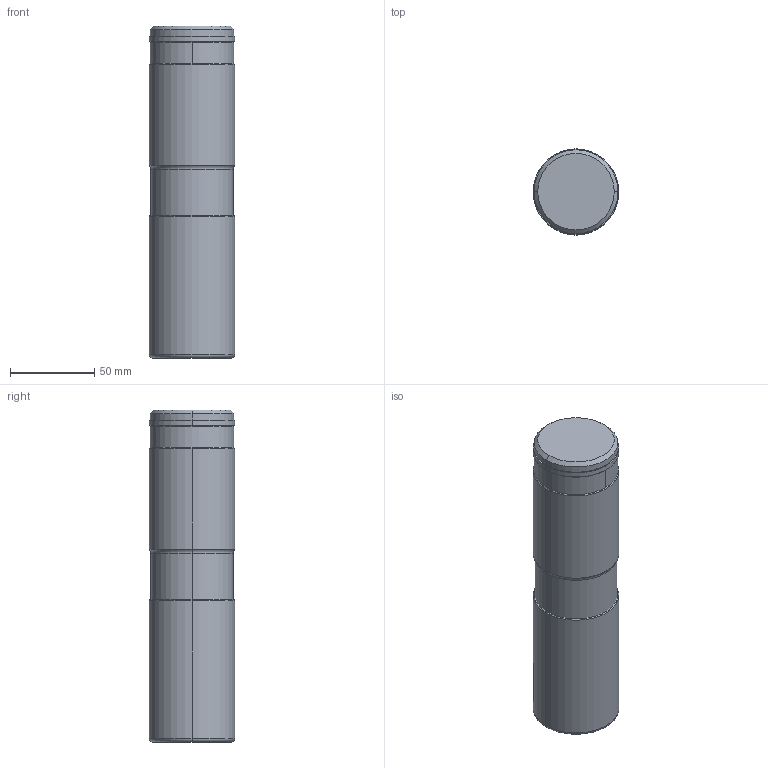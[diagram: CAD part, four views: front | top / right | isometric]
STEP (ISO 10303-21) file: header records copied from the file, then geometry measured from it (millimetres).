
FILE_DESCRIPTION(/* description */ (''),/* implementation_level */ '2;1');
FILE_NAME(/* name */ 'APX4KUR3218WA32M53A_IR0_079.stp',/* time_stamp */ '2025-07-03T15:23:38+09:00',/* author */ (''),/* organization */ (''),/* preprocessor_version */ 'ST-DEVELOPER v18.101',/* originating_system */ 'SIEMENS PLM Software NX 2011',/* authorisation */ '');
FILE_SCHEMA (('AUTOMOTIVE_DESIGN { 1 0 10303 214 3 1 1 1 }'));
Length unit declared in the file: millimetre
Products named in the file (1): APX4KUR3218WA32M53A_IR0_079_ASM
Bounding box: 50.8 x 50.8 x 196.85 mm (x, y, z)
Volume: 477973.8 mm3; surface area: 57870.4 mm2
Topology: 2 solids, 2 shells, 51 faces, 115 edges, 81 vertices
Faces by surface type: cone 16, torus 14, cylinder 14, plane 5, bspline 2
Entity records: 1601 total; most frequent: DIRECTION 307, CARTESIAN_POINT 295, ORIENTED_EDGE 208, AXIS2_PLACEMENT_3D 136, EDGE_CURVE 104, CIRCLE 79, VERTEX_POINT 58, EDGE_LOOP 54
